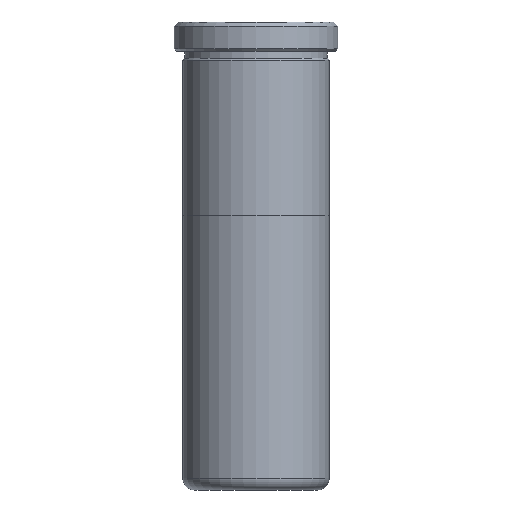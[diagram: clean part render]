
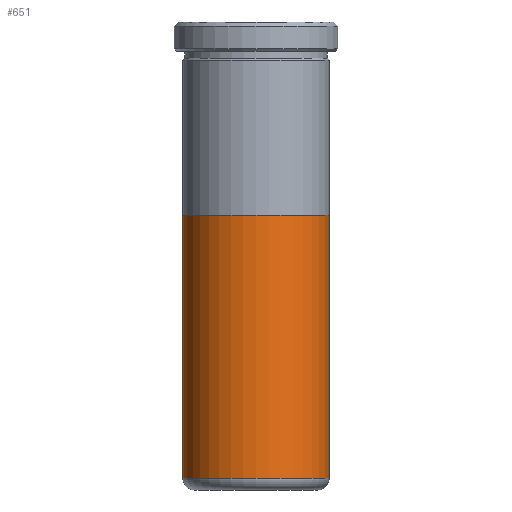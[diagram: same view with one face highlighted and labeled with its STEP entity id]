
A CAD part, front view. The second image highlights one B-rep face of the part: STEP entity #651.
In plain terms, the highlighted cylindrical face has radius 12.495 mm (diameter 24.99 mm), a partial arc.
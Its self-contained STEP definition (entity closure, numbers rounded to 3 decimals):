
#61 = CARTESIAN_POINT ( 'NONE',  ( 12.495, 0., 75. ) ) ;
#85 = FACE_OUTER_BOUND ( 'NONE', #269, .T. ) ;
#93 = CARTESIAN_POINT ( 'NONE',  ( 12.495, 0., 47. ) ) ;
#105 = AXIS2_PLACEMENT_3D ( 'NONE', #1304, #655, #1426 ) ;
#180 = EDGE_CURVE ( 'NONE', #589, #339, #1297, .T. ) ;
#269 = EDGE_LOOP ( 'NONE', ( #747, #662, #739, #364 ) ) ;
#306 = CARTESIAN_POINT ( 'NONE',  ( -12.495, 0., 2. ) ) ;
#339 = VERTEX_POINT ( 'NONE', #306 ) ;
#364 = ORIENTED_EDGE ( 'NONE', *, *, #504, .T. ) ;
#423 = CARTESIAN_POINT ( 'NONE',  ( 0., 0., 2. ) ) ;
#441 = EDGE_CURVE ( 'NONE', #589, #927, #1407, .T. ) ;
#504 = EDGE_CURVE ( 'NONE', #339, #654, #999, .T. ) ;
#542 = EDGE_CURVE ( 'NONE', #927, #654, #1125, .T. ) ;
#556 = DIRECTION ( 'NONE',  ( 1., 0., 0. ) ) ;
#589 = VERTEX_POINT ( 'NONE', #1357 ) ;
#651 = ADVANCED_FACE ( 'NONE', ( #85 ), #949, .T. ) ;
#654 = VERTEX_POINT ( 'NONE', #874 ) ;
#655 = DIRECTION ( 'NONE',  ( 0., 0., 1. ) ) ;
#662 = ORIENTED_EDGE ( 'NONE', *, *, #441, .F. ) ;
#739 = ORIENTED_EDGE ( 'NONE', *, *, #180, .T. ) ;
#747 = ORIENTED_EDGE ( 'NONE', *, *, #542, .F. ) ;
#754 = DIRECTION ( 'NONE',  ( 0., 0., -1. ) ) ;
#836 = AXIS2_PLACEMENT_3D ( 'NONE', #423, #1215, #556 ) ;
#842 = VECTOR ( 'NONE', #906, 1000. ) ;
#874 = CARTESIAN_POINT ( 'NONE',  ( 12.495, 0., 2. ) ) ;
#906 = DIRECTION ( 'NONE',  ( 0., 0., -1. ) ) ;
#927 = VERTEX_POINT ( 'NONE', #93 ) ;
#949 = CYLINDRICAL_SURFACE ( 'NONE', #1164, 12.495 ) ;
#999 = CIRCLE ( 'NONE', #836, 12.495 ) ;
#1000 = VECTOR ( 'NONE', #1139, 1000. ) ;
#1125 = LINE ( 'NONE', #61, #842 ) ;
#1131 = CARTESIAN_POINT ( 'NONE',  ( -12.495, 0., 75. ) ) ;
#1139 = DIRECTION ( 'NONE',  ( 0., 0., -1. ) ) ;
#1164 = AXIS2_PLACEMENT_3D ( 'NONE', #1300, #754, #1192 ) ;
#1192 = DIRECTION ( 'NONE',  ( -1., 0., 0. ) ) ;
#1215 = DIRECTION ( 'NONE',  ( 0., 0., 1. ) ) ;
#1297 = LINE ( 'NONE', #1131, #1000 ) ;
#1300 = CARTESIAN_POINT ( 'NONE',  ( 0., 0., 75. ) ) ;
#1304 = CARTESIAN_POINT ( 'NONE',  ( 0., 0., 47. ) ) ;
#1357 = CARTESIAN_POINT ( 'NONE',  ( -12.495, 0., 47. ) ) ;
#1407 = CIRCLE ( 'NONE', #105, 12.495 ) ;
#1426 = DIRECTION ( 'NONE',  ( 1., 0., 0. ) ) ;
